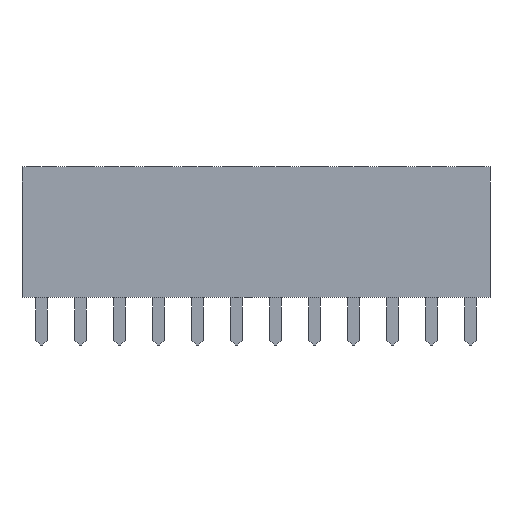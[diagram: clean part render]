
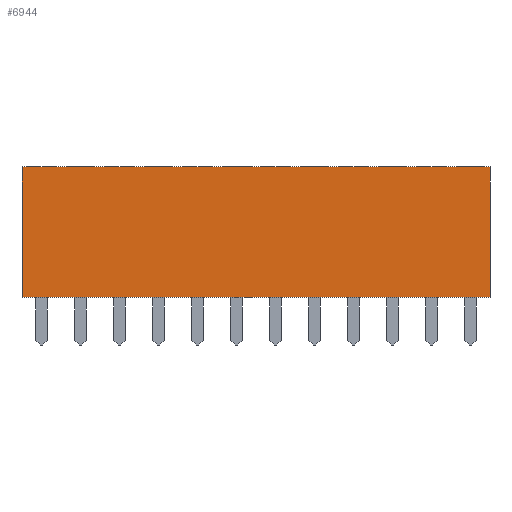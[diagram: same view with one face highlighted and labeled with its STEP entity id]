
A CAD part, front view. The second image highlights one B-rep face of the part: STEP entity #6944.
In plain terms, the highlighted planar face has unit normal (0, -1, 0).
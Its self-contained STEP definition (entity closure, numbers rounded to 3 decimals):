
#228=FACE_OUTER_BOUND('',#668,.T.);
#668=EDGE_LOOP('',(#5059,#5060,#5061,#5062));
#1033=LINE('',#9655,#1993);
#1084=LINE('',#9758,#2044);
#1239=LINE('',#10077,#2199);
#1242=LINE('',#10082,#2202);
#1993=VECTOR('',#7818,10.);
#2044=VECTOR('',#7877,10.);
#2199=VECTOR('',#8202,10.);
#2202=VECTOR('',#8209,10.);
#2934=VERTEX_POINT('',#9652);
#2935=VERTEX_POINT('',#9654);
#2983=VERTEX_POINT('',#9757);
#3062=VERTEX_POINT('',#10076);
#3561=EDGE_CURVE('',#2934,#2935,#1033,.T.);
#3612=EDGE_CURVE('',#2935,#2983,#1084,.T.);
#3767=EDGE_CURVE('',#3062,#2983,#1239,.T.);
#3770=EDGE_CURVE('',#3062,#2934,#1242,.T.);
#5059=ORIENTED_EDGE('',*,*,#3767,.T.);
#5060=ORIENTED_EDGE('',*,*,#3612,.F.);
#5061=ORIENTED_EDGE('',*,*,#3561,.F.);
#5062=ORIENTED_EDGE('',*,*,#3770,.F.);
#6516=PLANE('',#7412);
#6944=ADVANCED_FACE('',(#228),#6516,.T.);
#7412=AXIS2_PLACEMENT_3D('',#10149,#8278,#8279);
#7818=DIRECTION('',(1.,0.,0.));
#7877=DIRECTION('',(0.,0.,-1.));
#8202=DIRECTION('',(1.,0.,0.));
#8209=DIRECTION('',(0.,0.,1.));
#8278=DIRECTION('center_axis',(0.,-1.,0.));
#8279=DIRECTION('ref_axis',(1.,0.,0.));
#9652=CARTESIAN_POINT('',(-15.24,-2.52,8.6));
#9654=CARTESIAN_POINT('',(15.24,-2.52,8.6));
#9655=CARTESIAN_POINT('',(-15.24,-2.52,8.6));
#9757=CARTESIAN_POINT('',(15.24,-2.52,0.1));
#9758=CARTESIAN_POINT('',(15.24,-2.52,0.1));
#10076=CARTESIAN_POINT('',(-15.24,-2.52,0.1));
#10077=CARTESIAN_POINT('',(-15.24,-2.52,0.1));
#10082=CARTESIAN_POINT('',(-15.24,-2.52,0.1));
#10149=CARTESIAN_POINT('Origin',(-15.24,-2.52,0.1));
